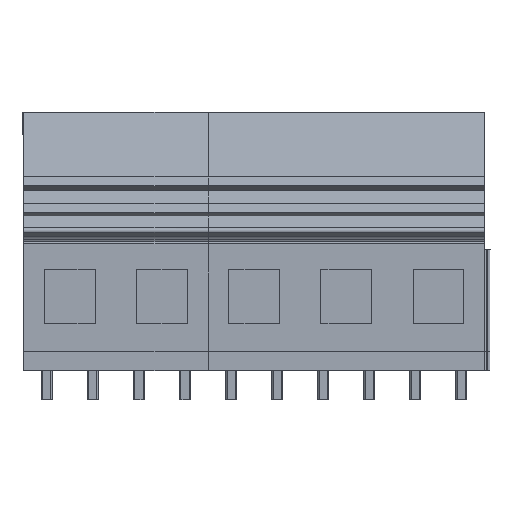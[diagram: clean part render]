
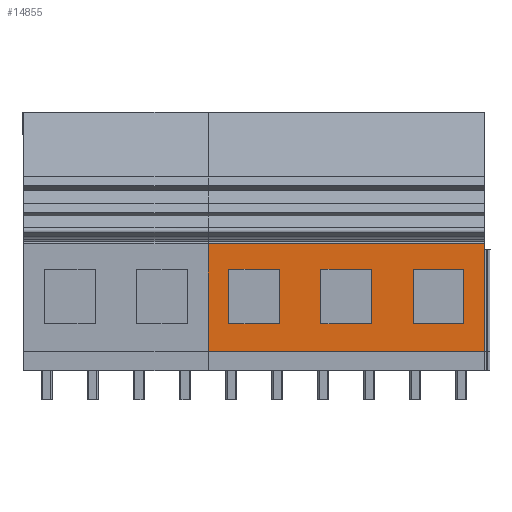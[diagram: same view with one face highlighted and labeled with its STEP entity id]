
A CAD part, front view. The second image highlights one B-rep face of the part: STEP entity #14855.
In plain terms, the highlighted planar face has unit normal (0, -1, 0).
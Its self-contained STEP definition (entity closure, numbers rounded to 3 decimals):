
#14740=AXIS2_PLACEMENT_3D('Plane Axis2P3D',#14737,#14738,#14739) ;
#13366=CARTESIAN_POINT('Vertex',(20.52,0.,5.3)) ;
#13369=CARTESIAN_POINT('Line Origine',(20.52,0.,11.25)) ;
#13373=CARTESIAN_POINT('Vertex',(20.52,0.,17.2)) ;
#13828=CARTESIAN_POINT('Vertex',(51.,0.,17.2)) ;
#13831=CARTESIAN_POINT('Line Origine',(51.,0.,11.25)) ;
#13835=CARTESIAN_POINT('Vertex',(51.,0.,5.3)) ;
#14561=CARTESIAN_POINT('Line Origine',(35.76,0.,5.3)) ;
#14737=CARTESIAN_POINT('Axis2P3D Location',(20.52,0.,5.3)) ;
#14742=CARTESIAN_POINT('Line Origine',(35.76,0.,17.2)) ;
#14753=CARTESIAN_POINT('Line Origine',(28.4,0.,11.4)) ;
#14757=CARTESIAN_POINT('Vertex',(28.4,0.,8.4)) ;
#14759=CARTESIAN_POINT('Vertex',(28.4,0.,14.4)) ;
#14762=CARTESIAN_POINT('Line Origine',(25.6,0.,8.4)) ;
#14766=CARTESIAN_POINT('Vertex',(22.8,0.,8.4)) ;
#14769=CARTESIAN_POINT('Line Origine',(22.8,0.,11.4)) ;
#14773=CARTESIAN_POINT('Vertex',(22.8,0.,14.4)) ;
#14776=CARTESIAN_POINT('Line Origine',(25.6,0.,14.4)) ;
#14787=CARTESIAN_POINT('Line Origine',(35.76,0.,14.4)) ;
#14791=CARTESIAN_POINT('Vertex',(38.56,0.,14.4)) ;
#14793=CARTESIAN_POINT('Vertex',(32.96,0.,14.4)) ;
#14796=CARTESIAN_POINT('Line Origine',(38.56,0.,11.4)) ;
#14800=CARTESIAN_POINT('Vertex',(38.56,0.,8.4)) ;
#14803=CARTESIAN_POINT('Line Origine',(35.76,0.,8.4)) ;
#14807=CARTESIAN_POINT('Vertex',(32.96,0.,8.4)) ;
#14810=CARTESIAN_POINT('Line Origine',(32.96,0.,11.4)) ;
#14821=CARTESIAN_POINT('Line Origine',(45.92,0.,14.4)) ;
#14825=CARTESIAN_POINT('Vertex',(48.72,0.,14.4)) ;
#14827=CARTESIAN_POINT('Vertex',(43.12,0.,14.4)) ;
#14830=CARTESIAN_POINT('Line Origine',(48.72,0.,11.4)) ;
#14834=CARTESIAN_POINT('Vertex',(48.72,0.,8.4)) ;
#14837=CARTESIAN_POINT('Line Origine',(45.92,0.,8.4)) ;
#14841=CARTESIAN_POINT('Vertex',(43.12,0.,8.4)) ;
#14844=CARTESIAN_POINT('Line Origine',(43.12,0.,11.4)) ;
#13370=DIRECTION('Vector Direction',(0.,0.,1.)) ;
#13832=DIRECTION('Vector Direction',(0.,0.,1.)) ;
#14562=DIRECTION('Vector Direction',(1.,0.,0.)) ;
#14738=DIRECTION('Axis2P3D Direction',(0.,1.,0.)) ;
#14739=DIRECTION('Axis2P3D XDirection',(0.,0.,1.)) ;
#14743=DIRECTION('Vector Direction',(1.,0.,0.)) ;
#14754=DIRECTION('Vector Direction',(0.,0.,-1.)) ;
#14763=DIRECTION('Vector Direction',(-1.,0.,0.)) ;
#14770=DIRECTION('Vector Direction',(0.,0.,-1.)) ;
#14777=DIRECTION('Vector Direction',(-1.,0.,0.)) ;
#14788=DIRECTION('Vector Direction',(-1.,0.,0.)) ;
#14797=DIRECTION('Vector Direction',(0.,0.,-1.)) ;
#14804=DIRECTION('Vector Direction',(-1.,0.,0.)) ;
#14811=DIRECTION('Vector Direction',(0.,0.,-1.)) ;
#14822=DIRECTION('Vector Direction',(-1.,0.,0.)) ;
#14831=DIRECTION('Vector Direction',(0.,0.,-1.)) ;
#14838=DIRECTION('Vector Direction',(-1.,0.,0.)) ;
#14845=DIRECTION('Vector Direction',(0.,0.,-1.)) ;
#13371=VECTOR('Line Direction',#13370,1.) ;
#13833=VECTOR('Line Direction',#13832,1.) ;
#14563=VECTOR('Line Direction',#14562,1.) ;
#14744=VECTOR('Line Direction',#14743,1.) ;
#14755=VECTOR('Line Direction',#14754,1.) ;
#14764=VECTOR('Line Direction',#14763,1.) ;
#14771=VECTOR('Line Direction',#14770,1.) ;
#14778=VECTOR('Line Direction',#14777,1.) ;
#14789=VECTOR('Line Direction',#14788,1.) ;
#14798=VECTOR('Line Direction',#14797,1.) ;
#14805=VECTOR('Line Direction',#14804,1.) ;
#14812=VECTOR('Line Direction',#14811,1.) ;
#14823=VECTOR('Line Direction',#14822,1.) ;
#14832=VECTOR('Line Direction',#14831,1.) ;
#14839=VECTOR('Line Direction',#14838,1.) ;
#14846=VECTOR('Line Direction',#14845,1.) ;
#14748=ORIENTED_EDGE('',*,*,#13837,.T.) ;
#14749=ORIENTED_EDGE('',*,*,#14746,.F.) ;
#14750=ORIENTED_EDGE('',*,*,#13375,.F.) ;
#14751=ORIENTED_EDGE('',*,*,#14565,.T.) ;
#14782=ORIENTED_EDGE('',*,*,#14761,.F.) ;
#14783=ORIENTED_EDGE('',*,*,#14768,.F.) ;
#14784=ORIENTED_EDGE('',*,*,#14775,.F.) ;
#14785=ORIENTED_EDGE('',*,*,#14780,.F.) ;
#14816=ORIENTED_EDGE('',*,*,#14795,.F.) ;
#14817=ORIENTED_EDGE('',*,*,#14802,.F.) ;
#14818=ORIENTED_EDGE('',*,*,#14809,.F.) ;
#14819=ORIENTED_EDGE('',*,*,#14814,.F.) ;
#14850=ORIENTED_EDGE('',*,*,#14829,.F.) ;
#14851=ORIENTED_EDGE('',*,*,#14836,.F.) ;
#14852=ORIENTED_EDGE('',*,*,#14843,.F.) ;
#14853=ORIENTED_EDGE('',*,*,#14848,.F.) ;
#14786=FACE_BOUND('',#14781,.T.) ;
#14820=FACE_BOUND('',#14815,.T.) ;
#14854=FACE_BOUND('',#14849,.T.) ;
#14855=ADVANCED_FACE('5 pole',(#14752,#14786,#14820,#14854),#14741,.F.) ;
#13375=EDGE_CURVE('',#13367,#13374,#13372,.T.) ;
#13837=EDGE_CURVE('',#13836,#13829,#13834,.T.) ;
#14565=EDGE_CURVE('',#13367,#13836,#14564,.T.) ;
#14746=EDGE_CURVE('',#13374,#13829,#14745,.T.) ;
#14761=EDGE_CURVE('',#14758,#14760,#14756,.F.) ;
#14768=EDGE_CURVE('',#14767,#14758,#14765,.F.) ;
#14775=EDGE_CURVE('',#14774,#14767,#14772,.T.) ;
#14780=EDGE_CURVE('',#14760,#14774,#14779,.T.) ;
#14795=EDGE_CURVE('',#14792,#14794,#14790,.T.) ;
#14802=EDGE_CURVE('',#14801,#14792,#14799,.F.) ;
#14809=EDGE_CURVE('',#14808,#14801,#14806,.F.) ;
#14814=EDGE_CURVE('',#14794,#14808,#14813,.T.) ;
#14829=EDGE_CURVE('',#14826,#14828,#14824,.T.) ;
#14836=EDGE_CURVE('',#14835,#14826,#14833,.F.) ;
#14843=EDGE_CURVE('',#14842,#14835,#14840,.F.) ;
#14848=EDGE_CURVE('',#14828,#14842,#14847,.T.) ;
#14747=EDGE_LOOP('',(#14748,#14749,#14750,#14751)) ;
#14781=EDGE_LOOP('',(#14782,#14783,#14784,#14785)) ;
#14815=EDGE_LOOP('',(#14816,#14817,#14818,#14819)) ;
#14849=EDGE_LOOP('',(#14850,#14851,#14852,#14853)) ;
#14752=FACE_OUTER_BOUND('',#14747,.T.) ;
#13372=LINE('Line',#13369,#13371) ;
#13834=LINE('Line',#13831,#13833) ;
#14564=LINE('Line',#14561,#14563) ;
#14745=LINE('Line',#14742,#14744) ;
#14756=LINE('Line',#14753,#14755) ;
#14765=LINE('Line',#14762,#14764) ;
#14772=LINE('Line',#14769,#14771) ;
#14779=LINE('Line',#14776,#14778) ;
#14790=LINE('Line',#14787,#14789) ;
#14799=LINE('Line',#14796,#14798) ;
#14806=LINE('Line',#14803,#14805) ;
#14813=LINE('Line',#14810,#14812) ;
#14824=LINE('Line',#14821,#14823) ;
#14833=LINE('Line',#14830,#14832) ;
#14840=LINE('Line',#14837,#14839) ;
#14847=LINE('Line',#14844,#14846) ;
#14741=PLANE('',#14740) ;
#13367=VERTEX_POINT('',#13366) ;
#13374=VERTEX_POINT('',#13373) ;
#13829=VERTEX_POINT('',#13828) ;
#13836=VERTEX_POINT('',#13835) ;
#14758=VERTEX_POINT('',#14757) ;
#14760=VERTEX_POINT('',#14759) ;
#14767=VERTEX_POINT('',#14766) ;
#14774=VERTEX_POINT('',#14773) ;
#14792=VERTEX_POINT('',#14791) ;
#14794=VERTEX_POINT('',#14793) ;
#14801=VERTEX_POINT('',#14800) ;
#14808=VERTEX_POINT('',#14807) ;
#14826=VERTEX_POINT('',#14825) ;
#14828=VERTEX_POINT('',#14827) ;
#14835=VERTEX_POINT('',#14834) ;
#14842=VERTEX_POINT('',#14841) ;
